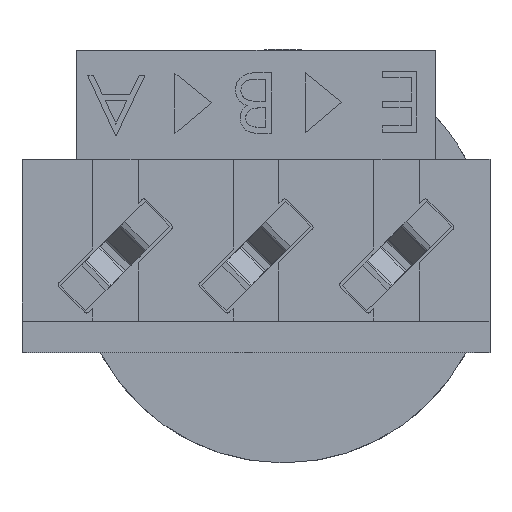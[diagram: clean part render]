
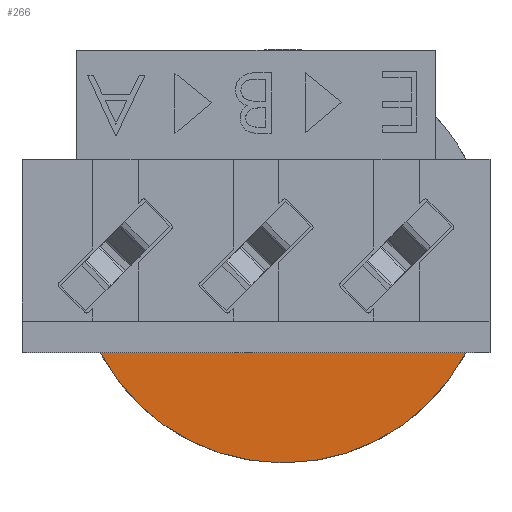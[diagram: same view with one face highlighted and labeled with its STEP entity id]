
A CAD part, front view. The second image highlights one B-rep face of the part: STEP entity #266.
In plain terms, the highlighted planar face has unit normal (0, -1, 0).
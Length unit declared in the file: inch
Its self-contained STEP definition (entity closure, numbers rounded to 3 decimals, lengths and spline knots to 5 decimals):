
#266 = ADVANCED_FACE ( 'NONE', ( #5717 ), #5716, .F. ) ;
#267 = EDGE_LOOP ( 'NONE', ( #329, #331, #332 ) ) ;
#329 = ORIENTED_EDGE ( 'NONE', *, *, #330, .F. ) ;
#330 = EDGE_CURVE ( 'NONE', #3404, #3193, #5801, .T. ) ;
#331 = ORIENTED_EDGE ( 'NONE', *, *, #3403, .F. ) ;
#332 = ORIENTED_EDGE ( 'NONE', *, *, #3195, .F. ) ;
#3193 = VERTEX_POINT ( 'NONE', #10679 ) ;
#3195 = EDGE_CURVE ( 'NONE', #3193, #3196, #10678, .T. ) ;
#3196 = VERTEX_POINT ( 'NONE', #10673 ) ;
#3403 = EDGE_CURVE ( 'NONE', #3196, #3404, #11046, .T. ) ;
#3404 = VERTEX_POINT ( 'NONE', #11103 ) ;
#5712 = DIRECTION ( 'NONE',  ( 0., 0., 1. ) ) ;
#5713 = DIRECTION ( 'NONE',  ( 0., 1., 0. ) ) ;
#5714 = CARTESIAN_POINT ( 'NONE',  ( 0., 0., 0. ) ) ;
#5715 = AXIS2_PLACEMENT_3D ( 'NONE', #5714, #5713, #5712 ) ;
#5716 = PLANE ( 'NONE',  #5715 ) ;
#5717 = FACE_OUTER_BOUND ( 'NONE', #267, .T. ) ;
#5798 = DIRECTION ( 'NONE',  ( 1., 0., 0. ) ) ;
#5799 = VECTOR ( 'NONE', #5798, 39.37008 ) ;
#5800 = CARTESIAN_POINT ( 'NONE',  ( 0.294, 0., -0.1375 ) ) ;
#5801 = LINE ( 'NONE', #5800, #5799 ) ;
#10673 = CARTESIAN_POINT ( 'NONE',  ( 0., 0., -0.294 ) ) ;
#10674 = DIRECTION ( 'NONE',  ( 0., 0., 1. ) ) ;
#10675 = DIRECTION ( 'NONE',  ( 0., 1., 0. ) ) ;
#10676 = CARTESIAN_POINT ( 'NONE',  ( 0., 0., 0. ) ) ;
#10677 = AXIS2_PLACEMENT_3D ( 'NONE', #10676, #10675, #10674 ) ;
#10678 = CIRCLE ( 'NONE', #10677, 0.294 ) ;
#10679 = CARTESIAN_POINT ( 'NONE',  ( 0.25986, 0., -0.1375 ) ) ;
#11043 = DIRECTION ( 'NONE',  ( 0., 1., 0. ) ) ;
#11044 = CARTESIAN_POINT ( 'NONE',  ( 0., 0., 0. ) ) ;
#11045 = AXIS2_PLACEMENT_3D ( 'NONE', #11044, #11043, #11104 ) ;
#11046 = CIRCLE ( 'NONE', #11045, 0.294 ) ;
#11103 = CARTESIAN_POINT ( 'NONE',  ( -0.25986, 0., -0.1375 ) ) ;
#11104 = DIRECTION ( 'NONE',  ( 0., 0., 1. ) ) ;
